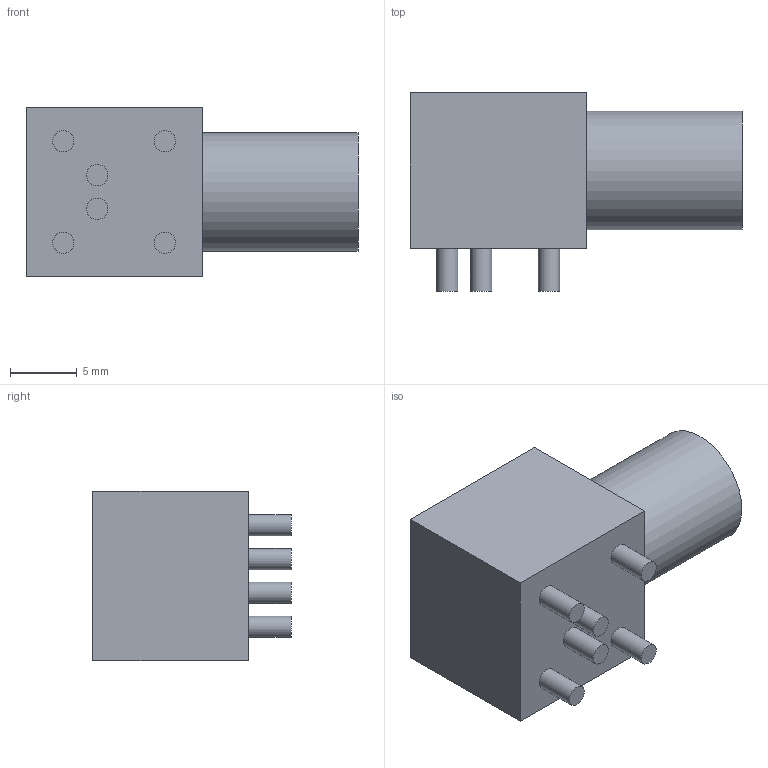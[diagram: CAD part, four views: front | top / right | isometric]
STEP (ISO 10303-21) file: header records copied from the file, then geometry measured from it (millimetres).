
FILE_DESCRIPTION(/* description */ (''),/* implementation_level */ '2;1');
FILE_NAME(/* name */ 'EPL.0s.302.HLN.stp',/* time_stamp */ '2022-03-03T23:10:05-05:00',/* author */ ('elmar'),/* organization */ (''),/* preprocessor_version */ 'ST-DEVELOPER v18.1',/* originating_system */ 'Autodesk Inventor 2022',/* authorisation */ '');
FILE_SCHEMA (('AUTOMOTIVE_DESIGN { 1 0 10303 214 3 1 1 }'));
Length unit declared in the file: inch
Products named in the file (1): EPL.0s.302.HLN
Bounding box: 24.89 x 14.88 x 12.7 mm (x, y, z)
Volume: 2723.7 mm3; surface area: 1363.7 mm2
Topology: 1 solids, 1 shells, 20 faces, 33 edges, 22 vertices
Faces by surface type: plane 13, cylinder 7
Full cylindrical faces by diameter (mm): 1.6 x6, 8.89 x1
Entity records: 514 total; most frequent: DIRECTION 89, CARTESIAN_POINT 76, ORIENTED_EDGE 66, AXIS2_PLACEMENT_3D 35, EDGE_CURVE 33, EDGE_LOOP 27, VERTEX_POINT 22, FACE_OUTER_BOUND 20
